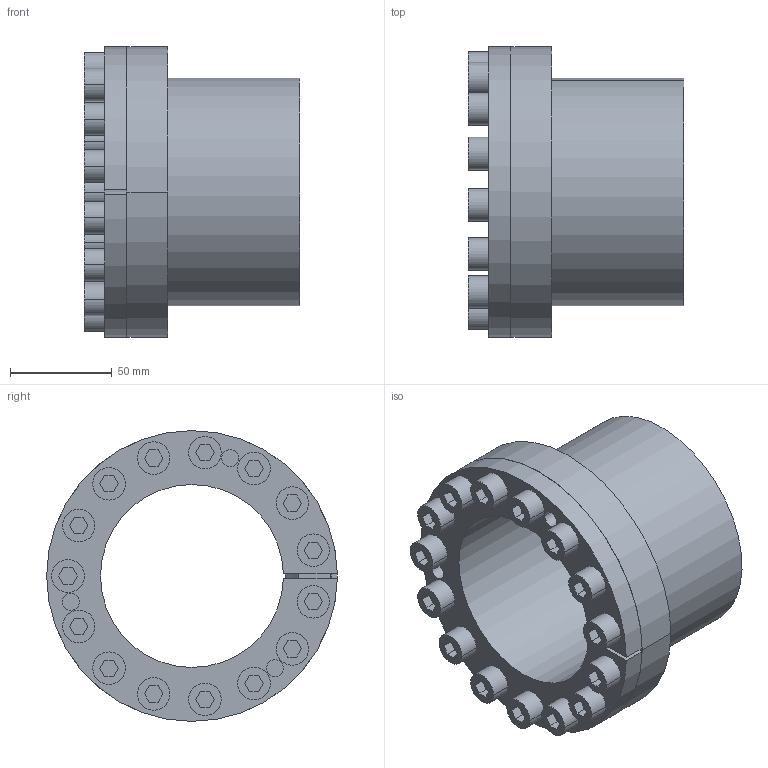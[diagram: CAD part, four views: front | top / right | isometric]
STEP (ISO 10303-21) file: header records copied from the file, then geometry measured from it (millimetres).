
FILE_DESCRIPTION((''),'2;1');
FILE_NAME('082505090112_INT_ASM','2006-02-22T',('Rathmann'),(''),'PRO/ENGINEER BY PARAMETRIC TECHNOLOGY CORPORATION, 2005180','PRO/ENGINEER BY PARAMETRIC TECHNOLOGY CORPORATION, 2005180','');
FILE_SCHEMA(('AUTOMOTIVE_DESIGN_CC2 { 1 2 10303 214 -1 1 5 2 }'));
Length unit declared in the file: millimetre
Products named in the file (5): 082505090112AX_INT; 082505090112A_INT; 082505090112IR_INT; DIN912-M10X30_INT; 082505090112_INT_ASM
Assembly tree (18 placements, depth 2):
  082505090112_INT_ASM
    082505090112AX_INT
    082505090112A_INT
    082505090112IR_INT
    DIN912-M10X30_INT  x15
Bounding box: 106 x 143 x 143 mm (x, y, z)
Volume: 522728.8 mm3; surface area: 200745.3 mm2
Topology: 18 solids, 18 shells, 328 faces, 808 edges, 598 vertices
Faces by surface type: plane 162, cylinder 134, cone 32
Entity records: 4107 total; most frequent: DIRECTION 752, CARTESIAN_POINT 660, ORIENTED_EDGE 560, AXIS2_PLACEMENT_3D 300, EDGE_CURVE 280, VERTEX_POINT 186, EDGE_LOOP 174, CIRCLE 162
